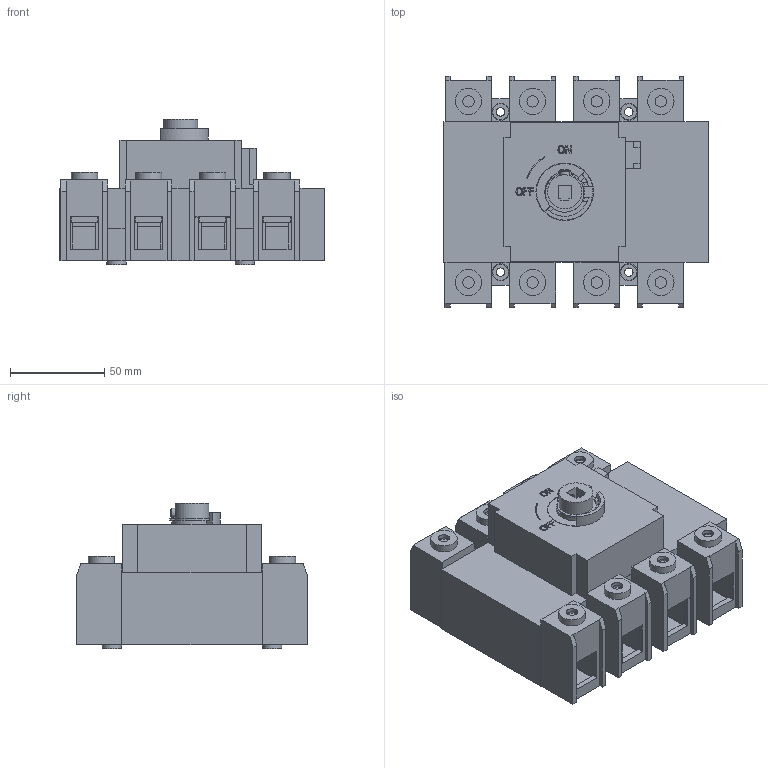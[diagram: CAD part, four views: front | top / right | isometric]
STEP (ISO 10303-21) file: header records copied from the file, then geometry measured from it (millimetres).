
FILE_DESCRIPTION((''),'2;1');
FILE_NAME('Int S5000-125-160-200-250A 4P brida (2010-09).stp','2010-09-10T09:03:02',('idi'),(''),'Autodesk Inventor 2010','Autodesk Inventor 2010','');
FILE_SCHEMA(('AUTOMOTIVE_DESIGN { 1 0 10303 214 1 1 1 1 }'));
Length unit declared in the file: millimetre
Products named in the file (1): Int S5000-125-160-200-250A 4P brida (2010-09)
Bounding box: 140 x 122.4 x 76.95 mm (x, y, z)
Volume: 667550 mm3; surface area: 96205.8 mm2
Topology: 1 solids, 1 shells, 718 faces, 1899 edges, 1231 vertices
Faces by surface type: plane 559, bspline 76, cylinder 75, cone 8
Full cylindrical faces by diameter (mm): 1.7 x2, 4.134 x1, 4.5 x4, 5 x1, 6 x8, 9 x8, 10.281 x4, 13.926 x8, 16.2 x1, 18 x2, 18.1 x1, 30 x1, 30.5 x1
Entity records: 22048 total; most frequent: CARTESIAN_POINT 4469, ORIENTED_EDGE 3630, DIRECTION 3221, EDGE_CURVE 1815, VECTOR 1549, LINE 1549, VERTEX_POINT 1198, EDGE_LOOP 839
